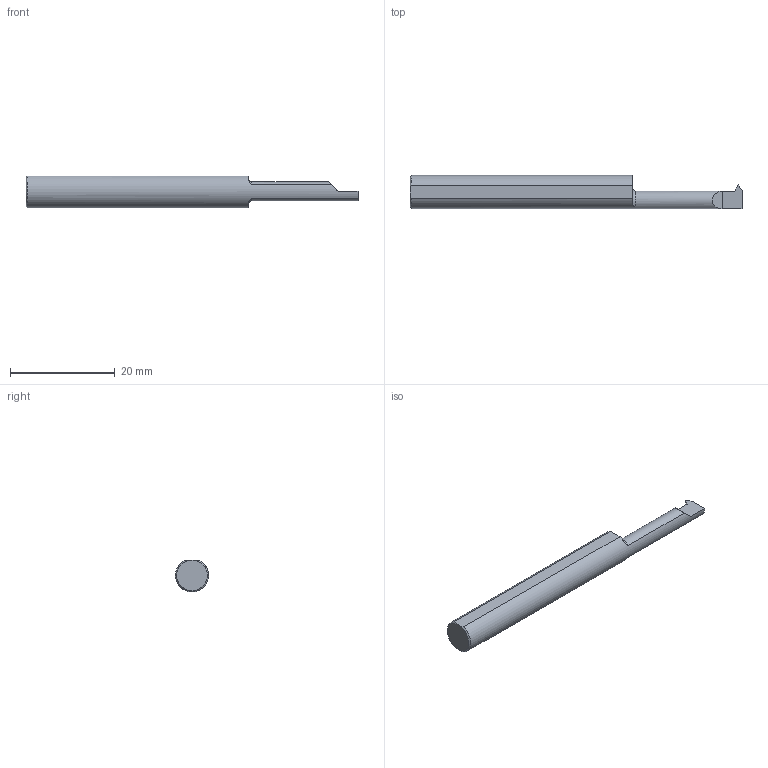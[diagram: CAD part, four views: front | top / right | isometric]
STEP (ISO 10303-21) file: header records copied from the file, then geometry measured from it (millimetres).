
FILE_DESCRIPTION (( 'STEP AP203' ), '1' );
FILE_NAME ('230226-TT180750.STEP', '2025-04-24T22:54:31', ( '' ), ( '' ), 'SwSTEP 2.0', 'SolidWorks 2024', '' );
FILE_SCHEMA (( 'CONFIG_CONTROL_DESIGN' ));
Length unit declared in the file: inch
Products named in the file (1): 230226-TT180750
Bounding box: 63.5 x 6.34 x 6.09 mm (x, y, z)
Volume: 1512.4 mm3; surface area: 1128.3 mm2
Topology: 1 solids, 1 shells, 23 faces, 58 edges, 37 vertices
Faces by surface type: plane 18, cone 2, cylinder 2, torus 1
Entity records: 782 total; most frequent: CARTESIAN_POINT 168, ORIENTED_EDGE 116, DIRECTION 106, EDGE_CURVE 58, VERTEX_POINT 37, LINE 36, VECTOR 36, AXIS2_PLACEMENT_3D 35
